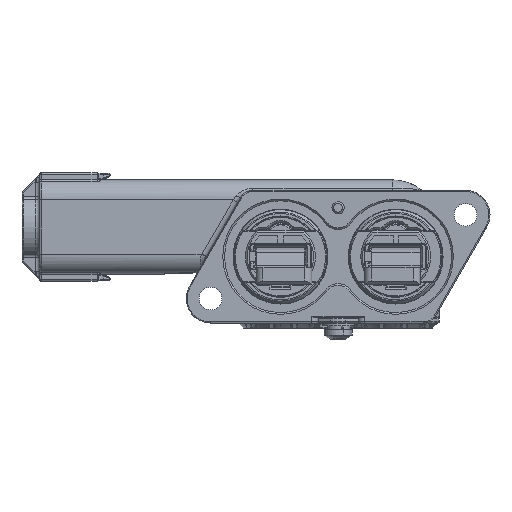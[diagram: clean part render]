
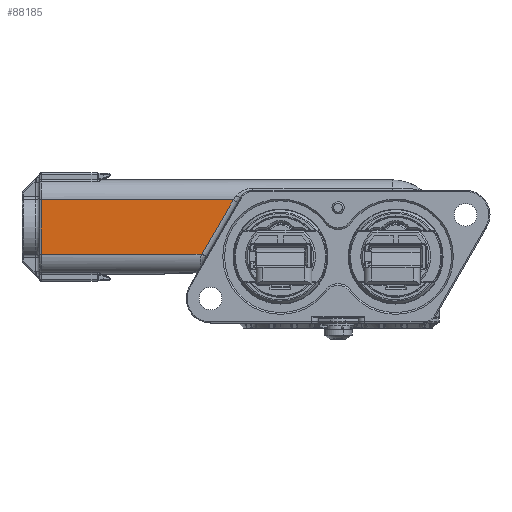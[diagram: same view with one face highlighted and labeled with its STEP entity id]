
A CAD part, front view. The second image highlights one B-rep face of the part: STEP entity #88185.
In plain terms, the highlighted planar face has unit normal (0, -1, 0).
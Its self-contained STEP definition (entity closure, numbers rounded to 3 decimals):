
#7532 = DIRECTION ( 'NONE',  ( -0.873, 0., 0.487 ) ) ;
#16838 = CARTESIAN_POINT ( 'NONE',  ( -85., 11., 0.75 ) ) ;
#21732 = CARTESIAN_POINT ( 'NONE',  ( -38.92, 11., 0.808 ) ) ;
#23760 = EDGE_CURVE ( 'NONE', #130115, #232133, #206141, .T. ) ;
#26970 = VECTOR ( 'NONE', #99878, 1000. ) ;
#27715 = DIRECTION ( 'NONE',  ( -1., 0., 0. ) ) ;
#28895 = ORIENTED_EDGE ( 'NONE', *, *, #126640, .F. ) ;
#34949 = EDGE_CURVE ( 'NONE', #122212, #213895, #197040, .T. ) ;
#43350 = LINE ( 'NONE', #45832, #70525 ) ;
#45832 = CARTESIAN_POINT ( 'NONE',  ( -38.92, 11., 0.808 ) ) ;
#46724 = LINE ( 'NONE', #127348, #139289 ) ;
#50941 = DIRECTION ( 'NONE',  ( 0., 1., 0. ) ) ;
#70525 = VECTOR ( 'NONE', #180816, 1000. ) ;
#73952 = VECTOR ( 'NONE', #27715, 1000. ) ;
#88185 = ADVANCED_FACE ( 'NONE', ( #110179 ), #149276, .F. ) ;
#99878 = DIRECTION ( 'NONE',  ( 0., 0., 1. ) ) ;
#100252 = ORIENTED_EDGE ( 'NONE', *, *, #200662, .T. ) ;
#103418 = LINE ( 'NONE', #217046, #73952 ) ;
#103429 = DIRECTION ( 'NONE',  ( 0., 1., 0. ) ) ;
#106650 = ORIENTED_EDGE ( 'NONE', *, *, #198098, .F. ) ;
#110179 = FACE_OUTER_BOUND ( 'NONE', #133293, .T. ) ;
#116121 = CARTESIAN_POINT ( 'NONE',  ( -35.023, 11., -1.442 ) ) ;
#122212 = VERTEX_POINT ( 'NONE', #16838 ) ;
#126640 = EDGE_CURVE ( 'NONE', #213895, #217880, #46724, .T. ) ;
#127348 = CARTESIAN_POINT ( 'NONE',  ( -85., 11., 16.25 ) ) ;
#130115 = VERTEX_POINT ( 'NONE', #138316 ) ;
#133293 = EDGE_LOOP ( 'NONE', ( #154036, #106650, #180746, #100252, #28895 ) ) ;
#138316 = CARTESIAN_POINT ( 'NONE',  ( -38.953, 11., 0.75 ) ) ;
#139289 = VECTOR ( 'NONE', #141344, 1000. ) ;
#141344 = DIRECTION ( 'NONE',  ( 1., 0., 0. ) ) ;
#142904 = CARTESIAN_POINT ( 'NONE',  ( -30.005, 11., 16.25 ) ) ;
#145752 = AXIS2_PLACEMENT_3D ( 'NONE', #116121, #103429, #7532 ) ;
#149276 = PLANE ( 'NONE',  #246825 ) ;
#154036 = ORIENTED_EDGE ( 'NONE', *, *, #34949, .F. ) ;
#178685 = CARTESIAN_POINT ( 'NONE',  ( -85., 11., 16.25 ) ) ;
#180746 = ORIENTED_EDGE ( 'NONE', *, *, #23760, .T. ) ;
#180816 = DIRECTION ( 'NONE',  ( 0.5, 0., 0.866 ) ) ;
#184700 = DIRECTION ( 'NONE',  ( 1., 0., 0. ) ) ;
#197040 = LINE ( 'NONE', #215985, #26970 ) ;
#198098 = EDGE_CURVE ( 'NONE', #130115, #122212, #103418, .T. ) ;
#200662 = EDGE_CURVE ( 'NONE', #232133, #217880, #43350, .T. ) ;
#206141 = CIRCLE ( 'NONE', #145752, 4.5 ) ;
#213895 = VERTEX_POINT ( 'NONE', #178685 ) ;
#215985 = CARTESIAN_POINT ( 'NONE',  ( -85., 11., 0.75 ) ) ;
#217046 = CARTESIAN_POINT ( 'NONE',  ( -38.953, 11., 0.75 ) ) ;
#217880 = VERTEX_POINT ( 'NONE', #142904 ) ;
#232133 = VERTEX_POINT ( 'NONE', #21732 ) ;
#242697 = CARTESIAN_POINT ( 'NONE',  ( -39., 11., 19. ) ) ;
#246825 = AXIS2_PLACEMENT_3D ( 'NONE', #242697, #50941, #184700 ) ;
